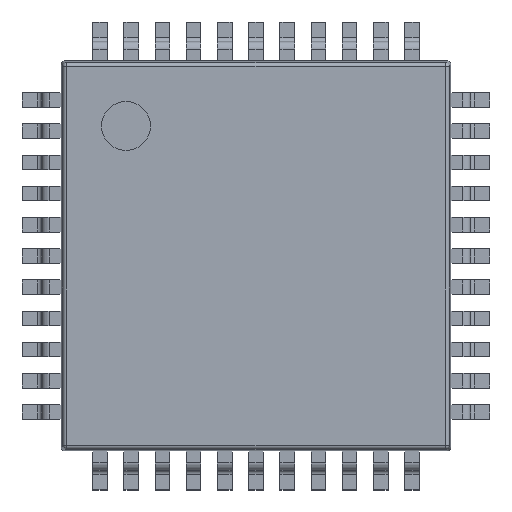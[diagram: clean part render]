
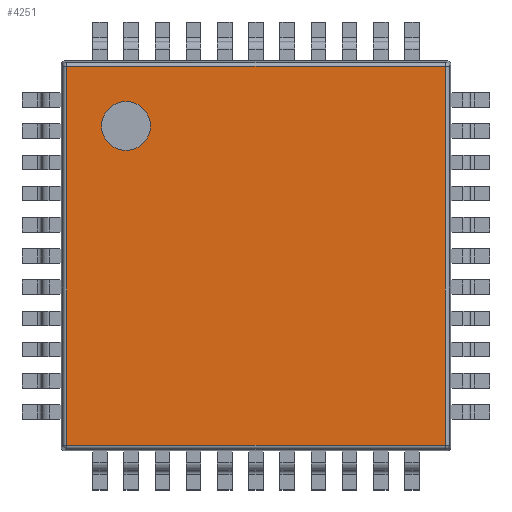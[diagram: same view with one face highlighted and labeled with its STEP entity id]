
A CAD part, top view. The second image highlights one B-rep face of the part: STEP entity #4251.
In plain terms, the highlighted planar face has unit normal (0, 0, 1).
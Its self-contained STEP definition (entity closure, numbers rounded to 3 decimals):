
#3155 = CYLINDRICAL_SURFACE('',#3156,0.1);
#3156 = AXIS2_PLACEMENT_3D('',#3157,#3158,#3159);
#3157 = CARTESIAN_POINT('',(0.143,0.053,1.1));
#3158 = DIRECTION('',(0.,1.,-0.));
#3159 = DIRECTION('',(-0.995,0.,0.105));
#3804 = VERTEX_POINT('',#3805);
#3805 = CARTESIAN_POINT('',(0.143,0.143,1.2));
#3825 = EDGE_CURVE('',#3804,#3826,#3828,.T.);
#3826 = VERTEX_POINT('',#3827);
#3827 = CARTESIAN_POINT('',(0.143,9.857,1.2));
#3828 = SURFACE_CURVE('',#3829,(#3833,#3840),.PCURVE_S1.);
#3829 = LINE('',#3830,#3831);
#3830 = CARTESIAN_POINT('',(0.143,0.053,1.2));
#3831 = VECTOR('',#3832,1.);
#3832 = DIRECTION('',(0.,1.,-0.));
#3833 = PCURVE('',#3155,#3834);
#3834 = DEFINITIONAL_REPRESENTATION('',(#3835),#3839);
#3835 = LINE('',#3836,#3837);
#3836 = CARTESIAN_POINT('',(1.466,0.));
#3837 = VECTOR('',#3838,1.);
#3838 = DIRECTION('',(0.,1.));
#3839 = ( GEOMETRIC_REPRESENTATION_CONTEXT(2) 
PARAMETRIC_REPRESENTATION_CONTEXT() REPRESENTATION_CONTEXT('2D SPACE',''
  ) );
#3840 = PCURVE('',#3841,#3846);
#3841 = PLANE('',#3842);
#3842 = AXIS2_PLACEMENT_3D('',#3843,#3844,#3845);
#3843 = CARTESIAN_POINT('',(0.,0.,1.2));
#3844 = DIRECTION('',(0.,0.,1.));
#3845 = DIRECTION('',(1.,0.,-0.));
#3846 = DEFINITIONAL_REPRESENTATION('',(#3847),#3851);
#3847 = LINE('',#3848,#3849);
#3848 = CARTESIAN_POINT('',(0.143,0.053));
#3849 = VECTOR('',#3850,1.);
#3850 = DIRECTION('',(0.,1.));
#3851 = ( GEOMETRIC_REPRESENTATION_CONTEXT(2) 
PARAMETRIC_REPRESENTATION_CONTEXT() REPRESENTATION_CONTEXT('2D SPACE',''
  ) );
#4021 = CYLINDRICAL_SURFACE('',#4022,0.1);
#4022 = AXIS2_PLACEMENT_3D('',#4023,#4024,#4025);
#4023 = CARTESIAN_POINT('',(0.053,9.857,1.1));
#4024 = DIRECTION('',(1.,0.,0.));
#4025 = DIRECTION('',(-0.,0.995,0.105));
#4194 = CYLINDRICAL_SURFACE('',#4195,0.1);
#4195 = AXIS2_PLACEMENT_3D('',#4196,#4197,#4198);
#4196 = CARTESIAN_POINT('',(0.053,0.143,1.1));
#4197 = DIRECTION('',(1.,-0.,0.));
#4198 = DIRECTION('',(-0.,-0.995,0.105));
#4251 = ADVANCED_FACE('',(#4252,#4327),#3841,.T.);
#4252 = FACE_BOUND('',#4253,.T.);
#4253 = EDGE_LOOP('',(#4254,#4255,#4278,#4306));
#4254 = ORIENTED_EDGE('',*,*,#3825,.F.);
#4255 = ORIENTED_EDGE('',*,*,#4256,.T.);
#4256 = EDGE_CURVE('',#3804,#4257,#4259,.T.);
#4257 = VERTEX_POINT('',#4258);
#4258 = CARTESIAN_POINT('',(9.857,0.143,1.2));
#4259 = SURFACE_CURVE('',#4260,(#4264,#4271),.PCURVE_S1.);
#4260 = LINE('',#4261,#4262);
#4261 = CARTESIAN_POINT('',(0.053,0.143,1.2));
#4262 = VECTOR('',#4263,1.);
#4263 = DIRECTION('',(1.,-0.,0.));
#4264 = PCURVE('',#3841,#4265);
#4265 = DEFINITIONAL_REPRESENTATION('',(#4266),#4270);
#4266 = LINE('',#4267,#4268);
#4267 = CARTESIAN_POINT('',(0.053,0.143));
#4268 = VECTOR('',#4269,1.);
#4269 = DIRECTION('',(1.,0.));
#4270 = ( GEOMETRIC_REPRESENTATION_CONTEXT(2) 
PARAMETRIC_REPRESENTATION_CONTEXT() REPRESENTATION_CONTEXT('2D SPACE',''
  ) );
#4271 = PCURVE('',#4194,#4272);
#4272 = DEFINITIONAL_REPRESENTATION('',(#4273),#4277);
#4273 = LINE('',#4274,#4275);
#4274 = CARTESIAN_POINT('',(-1.466,0.));
#4275 = VECTOR('',#4276,1.);
#4276 = DIRECTION('',(-0.,1.));
#4277 = ( GEOMETRIC_REPRESENTATION_CONTEXT(2) 
PARAMETRIC_REPRESENTATION_CONTEXT() REPRESENTATION_CONTEXT('2D SPACE',''
  ) );
#4278 = ORIENTED_EDGE('',*,*,#4279,.T.);
#4279 = EDGE_CURVE('',#4257,#4280,#4282,.T.);
#4280 = VERTEX_POINT('',#4281);
#4281 = CARTESIAN_POINT('',(9.857,9.857,1.2));
#4282 = SURFACE_CURVE('',#4283,(#4287,#4294),.PCURVE_S1.);
#4283 = LINE('',#4284,#4285);
#4284 = CARTESIAN_POINT('',(9.857,0.053,1.2));
#4285 = VECTOR('',#4286,1.);
#4286 = DIRECTION('',(0.,1.,-0.));
#4287 = PCURVE('',#3841,#4288);
#4288 = DEFINITIONAL_REPRESENTATION('',(#4289),#4293);
#4289 = LINE('',#4290,#4291);
#4290 = CARTESIAN_POINT('',(9.857,0.053));
#4291 = VECTOR('',#4292,1.);
#4292 = DIRECTION('',(0.,1.));
#4293 = ( GEOMETRIC_REPRESENTATION_CONTEXT(2) 
PARAMETRIC_REPRESENTATION_CONTEXT() REPRESENTATION_CONTEXT('2D SPACE',''
  ) );
#4294 = PCURVE('',#4295,#4300);
#4295 = CYLINDRICAL_SURFACE('',#4296,0.1);
#4296 = AXIS2_PLACEMENT_3D('',#4297,#4298,#4299);
#4297 = CARTESIAN_POINT('',(9.857,0.053,1.1));
#4298 = DIRECTION('',(0.,1.,-0.));
#4299 = DIRECTION('',(0.,0.,1.));
#4300 = DEFINITIONAL_REPRESENTATION('',(#4301),#4305);
#4301 = LINE('',#4302,#4303);
#4302 = CARTESIAN_POINT('',(0.,0.));
#4303 = VECTOR('',#4304,1.);
#4304 = DIRECTION('',(0.,1.));
#4305 = ( GEOMETRIC_REPRESENTATION_CONTEXT(2) 
PARAMETRIC_REPRESENTATION_CONTEXT() REPRESENTATION_CONTEXT('2D SPACE',''
  ) );
#4306 = ORIENTED_EDGE('',*,*,#4307,.F.);
#4307 = EDGE_CURVE('',#3826,#4280,#4308,.T.);
#4308 = SURFACE_CURVE('',#4309,(#4313,#4320),.PCURVE_S1.);
#4309 = LINE('',#4310,#4311);
#4310 = CARTESIAN_POINT('',(0.053,9.857,1.2));
#4311 = VECTOR('',#4312,1.);
#4312 = DIRECTION('',(1.,0.,0.));
#4313 = PCURVE('',#3841,#4314);
#4314 = DEFINITIONAL_REPRESENTATION('',(#4315),#4319);
#4315 = LINE('',#4316,#4317);
#4316 = CARTESIAN_POINT('',(0.053,9.857));
#4317 = VECTOR('',#4318,1.);
#4318 = DIRECTION('',(1.,0.));
#4319 = ( GEOMETRIC_REPRESENTATION_CONTEXT(2) 
PARAMETRIC_REPRESENTATION_CONTEXT() REPRESENTATION_CONTEXT('2D SPACE',''
  ) );
#4320 = PCURVE('',#4021,#4321);
#4321 = DEFINITIONAL_REPRESENTATION('',(#4322),#4326);
#4322 = LINE('',#4323,#4324);
#4323 = CARTESIAN_POINT('',(1.466,0.));
#4324 = VECTOR('',#4325,1.);
#4325 = DIRECTION('',(0.,1.));
#4326 = ( GEOMETRIC_REPRESENTATION_CONTEXT(2) 
PARAMETRIC_REPRESENTATION_CONTEXT() REPRESENTATION_CONTEXT('2D SPACE',''
  ) );
#4327 = FACE_BOUND('',#4328,.T.);
#4328 = EDGE_LOOP('',(#4329));
#4329 = ORIENTED_EDGE('',*,*,#4330,.F.);
#4330 = EDGE_CURVE('',#4331,#4331,#4333,.T.);
#4331 = VERTEX_POINT('',#4332);
#4332 = CARTESIAN_POINT('',(2.292,8.333,1.2));
#4333 = SURFACE_CURVE('',#4334,(#4339,#4346),.PCURVE_S1.);
#4334 = CIRCLE('',#4335,0.625);
#4335 = AXIS2_PLACEMENT_3D('',#4336,#4337,#4338);
#4336 = CARTESIAN_POINT('',(1.667,8.333,1.2));
#4337 = DIRECTION('',(0.,0.,1.));
#4338 = DIRECTION('',(1.,0.,-0.));
#4339 = PCURVE('',#3841,#4340);
#4340 = DEFINITIONAL_REPRESENTATION('',(#4341),#4345);
#4341 = CIRCLE('',#4342,0.625);
#4342 = AXIS2_PLACEMENT_2D('',#4343,#4344);
#4343 = CARTESIAN_POINT('',(1.667,8.333));
#4344 = DIRECTION('',(1.,0.));
#4345 = ( GEOMETRIC_REPRESENTATION_CONTEXT(2) 
PARAMETRIC_REPRESENTATION_CONTEXT() REPRESENTATION_CONTEXT('2D SPACE',''
  ) );
#4346 = PCURVE('',#4347,#4352);
#4347 = CYLINDRICAL_SURFACE('',#4348,0.625);
#4348 = AXIS2_PLACEMENT_3D('',#4349,#4350,#4351);
#4349 = CARTESIAN_POINT('',(1.667,8.333,1.1));
#4350 = DIRECTION('',(0.,0.,1.));
#4351 = DIRECTION('',(1.,0.,-0.));
#4352 = DEFINITIONAL_REPRESENTATION('',(#4353),#4357);
#4353 = LINE('',#4354,#4355);
#4354 = CARTESIAN_POINT('',(0.,0.1));
#4355 = VECTOR('',#4356,1.);
#4356 = DIRECTION('',(1.,0.));
#4357 = ( GEOMETRIC_REPRESENTATION_CONTEXT(2) 
PARAMETRIC_REPRESENTATION_CONTEXT() REPRESENTATION_CONTEXT('2D SPACE',''
  ) );
